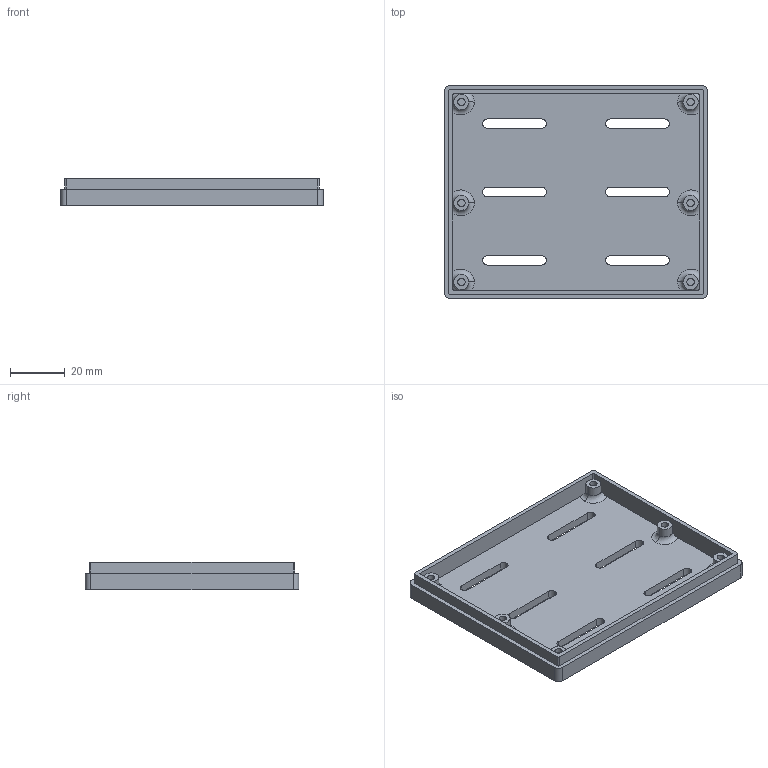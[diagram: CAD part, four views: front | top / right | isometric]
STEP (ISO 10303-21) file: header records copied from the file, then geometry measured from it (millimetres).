
FILE_DESCRIPTION (( 'STEP AP214' ), '1' );
FILE_NAME ('DiY_BMS_Current_shunt_spodek.STEP', '2024-03-21T12:17:14', ( '' ), ( '' ), 'SwSTEP 2.0', 'SolidWorks 2022', '' );
FILE_SCHEMA (( 'AUTOMOTIVE_DESIGN' ));
Length unit declared in the file: millimetre
Products named in the file (1): DiY_BMS_Current_shunt_spodek
Bounding box: 96 x 78 x 10 mm (x, y, z)
Volume: 26734.9 mm3; surface area: 21345.3 mm2
Topology: 1 solids, 1 shells, 106 faces, 276 edges, 180 vertices
Faces by surface type: cylinder 54, plane 40, torus 12
Entity records: 3490 total; most frequent: CARTESIAN_POINT 743, DIRECTION 598, ORIENTED_EDGE 552, EDGE_CURVE 276, AXIS2_PLACEMENT_3D 235, VERTEX_POINT 180, VECTOR 128, LINE 128
